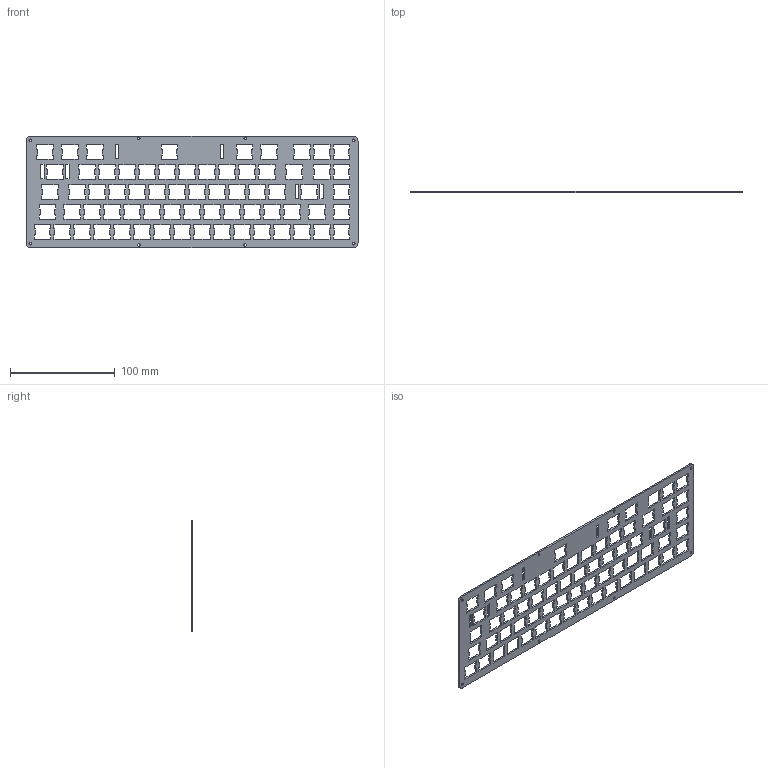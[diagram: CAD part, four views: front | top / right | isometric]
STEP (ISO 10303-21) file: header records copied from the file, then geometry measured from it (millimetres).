
FILE_DESCRIPTION (( 'STEP AP214' ), '1' );
FILE_NAME ('Plate, Switch, True Fox.STEP', '2016-04-21T05:27:32', ( 'bmuzzin' ), ( '' ), 'SwSTEP 2.0', 'SolidWorks 2015', '' );
FILE_SCHEMA (( 'AUTOMOTIVE_DESIGN' ));
Length unit declared in the file: inch
Products named in the file (1): Plate, Switch, True Fox
Bounding box: 317 x 1.59 x 106.81 mm (x, y, z)
Volume: 30374.9 mm3; surface area: 46912.8 mm2
Topology: 1 solids, 1 shells, 882 faces, 2624 edges, 1744 vertices
Faces by surface type: plane 846, cylinder 20, cone 16
Entity records: 29344 total; most frequent: CARTESIAN_POINT 5251, ORIENTED_EDGE 5248, DIRECTION 4446, EDGE_CURVE 2624, VECTOR 2568, LINE 2568, VERTEX_POINT 1744, EDGE_LOOP 1046
